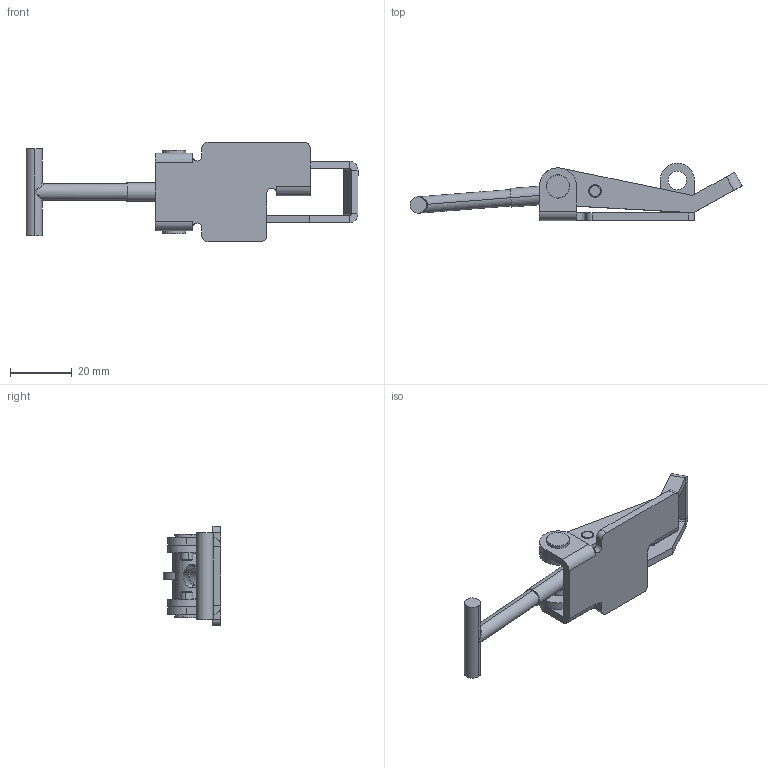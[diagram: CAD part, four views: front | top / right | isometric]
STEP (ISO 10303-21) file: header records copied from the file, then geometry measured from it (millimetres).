
FILE_DESCRIPTION (( 'STEP AP214' ), '1' );
FILE_NAME ('520403 - 702 T LA.STEP', '2017-02-01T10:27:58', ( '' ), ( '' ), 'SwSTEP 2.0', 'SolidWorks 2015', '' );
FILE_SCHEMA (( 'AUTOMOTIVE_DESIGN' ));
Length unit declared in the file: millimetre
Products named in the file (6): 702 - T-skruv M6; 702 - Rulle; 702 - Ansatsnit; 702 - Bygel; 702 - Platta LA; 520403 - 702 T LA
Assembly tree (6 placements, depth 2):
  520403 - 702 T LA
    702 - Platta LA
    702 - Bygel
    702 - Ansatsnit  x2
    702 - Rulle
    702 - T-skruv M6
Bounding box: 107.11 x 18.5 x 32 mm (x, y, z)
Volume: 10335 mm3; surface area: 9924.3 mm2
Topology: 6 solids, 6 shells, 149 faces, 332 edges, 198 vertices
Faces by surface type: plane 66, cylinder 65, cone 12, torus 4, bspline 2
Entity records: 4276 total; most frequent: CARTESIAN_POINT 918, DIRECTION 700, ORIENTED_EDGE 604, EDGE_CURVE 302, AXIS2_PLACEMENT_3D 266, VERTEX_POINT 182, VECTOR 168, LINE 168
